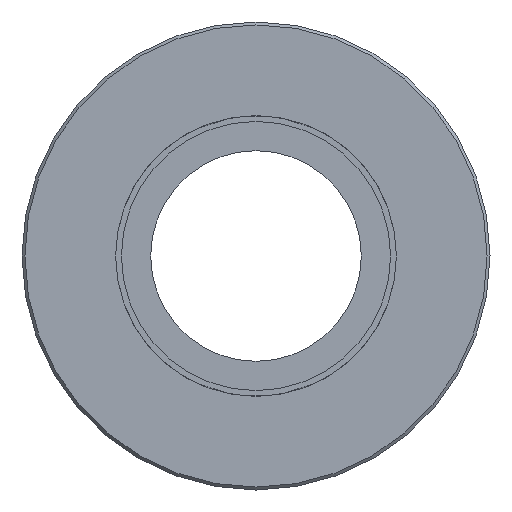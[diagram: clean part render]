
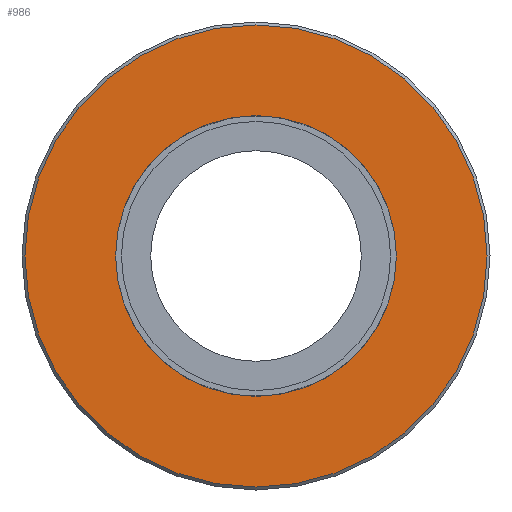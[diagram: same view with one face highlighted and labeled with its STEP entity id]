
A CAD part, left-side view. The second image highlights one B-rep face of the part: STEP entity #986.
In plain terms, the highlighted planar face has unit normal (-1, 0, 0).
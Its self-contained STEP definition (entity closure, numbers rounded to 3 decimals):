
#199=PLANE($,#1050);
#229=FACE_BOUND($,#321,.T.);
#230=FACE_BOUND($,#322,.T.);
#321=EDGE_LOOP($,(#705));
#322=EDGE_LOOP($,(#706));
#401=CIRCLE($,#1049,39.5);
#402=CIRCLE($,#1051,24.);
#455=VERTEX_POINT($,#1450);
#456=VERTEX_POINT($,#1453);
#557=EDGE_CURVE($,#455,#455,#401,.T.);
#558=EDGE_CURVE($,#456,#456,#402,.T.);
#705=ORIENTED_EDGE($,*,*,#558,.T.);
#706=ORIENTED_EDGE($,*,*,#557,.F.);
#986=ADVANCED_FACE($,(#229,#230),#199,.T.);
#1049=AXIS2_PLACEMENT_3D($,#1451,#1172,#1173);
#1050=AXIS2_PLACEMENT_3D($,#1452,#1174,#1175);
#1051=AXIS2_PLACEMENT_3D($,#1454,#1176,#1177);
#1172=DIRECTION('center_axis',(1.,0.,0.));
#1173=DIRECTION('ref_axis',(0.,-1.,0.));
#1174=DIRECTION('center_axis',(-1.,0.,0.));
#1175=DIRECTION('ref_axis',(0.,0.,1.));
#1176=DIRECTION('center_axis',(1.,0.,0.));
#1177=DIRECTION('ref_axis',(0.,0.,-1.));
#1450=CARTESIAN_POINT('',(0.,39.5,0.));
#1451=CARTESIAN_POINT('Origin',(0.,0.,0.));
#1452=CARTESIAN_POINT('Origin',(0.,32.,0.));
#1453=CARTESIAN_POINT('',(0.,0.,
24.));
#1454=CARTESIAN_POINT('Origin',(0.,0.,0.));
